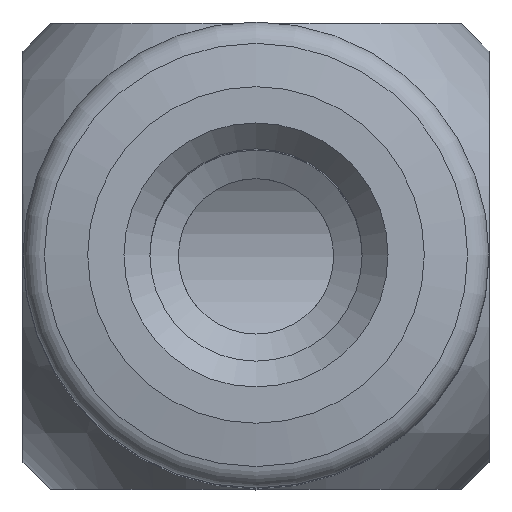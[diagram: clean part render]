
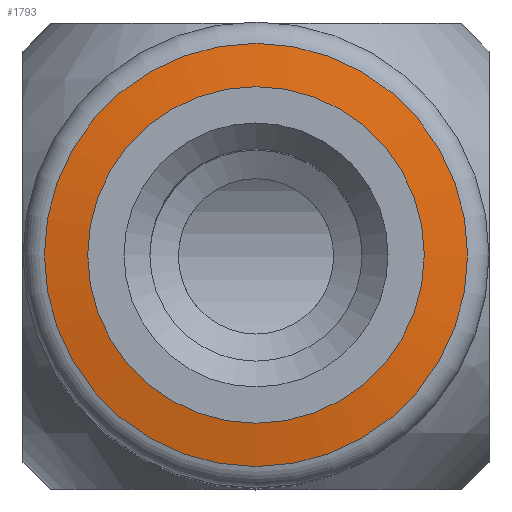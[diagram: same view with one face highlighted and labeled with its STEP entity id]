
A CAD part, top view. The second image highlights one B-rep face of the part: STEP entity #1793.
In plain terms, the highlighted conical face has half-angle 80 degrees and reference radius 4.087 mm.
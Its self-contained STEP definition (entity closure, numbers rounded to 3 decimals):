
#427=CONICAL_SURFACE('',#1715,4.087,80.);
#452=ORIENTED_EDGE('',*,*,#592,.T.);
#453=ORIENTED_EDGE('',*,*,#591,.F.);
#518=CIRCLE('',#1714,3.25);
#519=CIRCLE('',#1716,4.087);
#554=VERTEX_POINT('',#944);
#555=VERTEX_POINT('',#947);
#591=EDGE_CURVE('',#554,#554,#518,.T.);
#592=EDGE_CURVE('',#555,#555,#519,.T.);
#636=EDGE_LOOP('',(#452));
#637=EDGE_LOOP('',(#453));
#710=FACE_BOUND('',#636,.T.);
#711=FACE_BOUND('',#637,.T.);
#800=DIRECTION('',(0.,1.,0.));
#801=DIRECTION('',(3.25,0.,0.));
#802=DIRECTION('',(0.,-1.,0.));
#803=DIRECTION('',(1.,0.,0.));
#804=DIRECTION('',(0.,1.,0.));
#805=DIRECTION('',(4.087,0.,0.));
#944=CARTESIAN_POINT('',(93.285,52.38,0.));
#945=CARTESIAN_POINT('',(90.035,52.38,0.));
#946=CARTESIAN_POINT('',(90.035,52.233,0.));
#947=CARTESIAN_POINT('',(94.122,52.233,0.));
#948=CARTESIAN_POINT('',(90.035,52.233,0.));
#1714=AXIS2_PLACEMENT_3D('',#945,#800,#801);
#1715=AXIS2_PLACEMENT_3D('',#946,#802,#803);
#1716=AXIS2_PLACEMENT_3D('',#948,#804,#805);
#1793=ADVANCED_FACE('',(#710,#711),#427,.T.);
